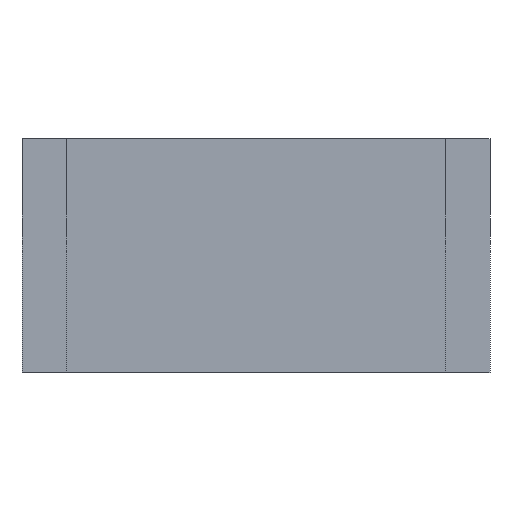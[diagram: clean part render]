
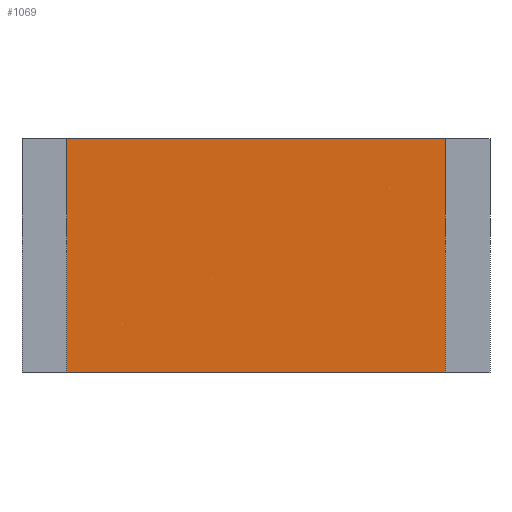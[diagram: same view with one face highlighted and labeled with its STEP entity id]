
A CAD part, front view. The second image highlights one B-rep face of the part: STEP entity #1069.
In plain terms, the highlighted planar face has unit normal (0, -1, 0).
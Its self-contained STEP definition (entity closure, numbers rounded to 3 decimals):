
#110 = DIRECTION ( 'NONE',  ( 0., 0., 1. ) ) ;
#126 = VERTEX_POINT ( 'NONE', #392 ) ;
#138 = CARTESIAN_POINT ( 'NONE',  ( 3.115, 0.035, -1.575 ) ) ;
#150 = VERTEX_POINT ( 'NONE', #863 ) ;
#152 = VERTEX_POINT ( 'NONE', #773 ) ;
#182 = DIRECTION ( 'NONE',  ( 0., -1., 0. ) ) ;
#208 = EDGE_CURVE ( 'NONE', #825, #126, #303, .T. ) ;
#211 = EDGE_CURVE ( 'NONE', #152, #825, #294, .T. ) ;
#279 = VECTOR ( 'NONE', #1041, 1000. ) ;
#294 = LINE ( 'NONE', #980, #885 ) ;
#303 = LINE ( 'NONE', #718, #729 ) ;
#362 = ORIENTED_EDGE ( 'NONE', *, *, #491, .F. ) ;
#392 = CARTESIAN_POINT ( 'NONE',  ( 3.115, 0.035, 1.575 ) ) ;
#424 = EDGE_CURVE ( 'NONE', #150, #126, #519, .T. ) ;
#489 = AXIS2_PLACEMENT_3D ( 'NONE', #952, #182, #817 ) ;
#491 = EDGE_CURVE ( 'NONE', #152, #150, #803, .T. ) ;
#519 = LINE ( 'NONE', #1119, #902 ) ;
#541 = PLANE ( 'NONE',  #489 ) ;
#663 = CARTESIAN_POINT ( 'NONE',  ( -3.115, 0.035, -7.837 ) ) ;
#699 = DIRECTION ( 'NONE',  ( 1., 0., 0. ) ) ;
#701 = EDGE_LOOP ( 'NONE', ( #362, #776, #920, #1183 ) ) ;
#718 = CARTESIAN_POINT ( 'NONE',  ( 3.115, 0.035, -7.837 ) ) ;
#729 = VECTOR ( 'NONE', #110, 1000. ) ;
#773 = CARTESIAN_POINT ( 'NONE',  ( -3.115, 0.035, -1.575 ) ) ;
#776 = ORIENTED_EDGE ( 'NONE', *, *, #211, .T. ) ;
#803 = LINE ( 'NONE', #663, #279 ) ;
#811 = DIRECTION ( 'NONE',  ( 1., 0., 0. ) ) ;
#817 = DIRECTION ( 'NONE',  ( 1., 0., 0. ) ) ;
#825 = VERTEX_POINT ( 'NONE', #138 ) ;
#863 = CARTESIAN_POINT ( 'NONE',  ( -3.115, 0.035, 1.575 ) ) ;
#885 = VECTOR ( 'NONE', #699, 1000. ) ;
#902 = VECTOR ( 'NONE', #811, 1000. ) ;
#920 = ORIENTED_EDGE ( 'NONE', *, *, #208, .T. ) ;
#952 = CARTESIAN_POINT ( 'NONE',  ( -3.115, 0.035, -7.837 ) ) ;
#980 = CARTESIAN_POINT ( 'NONE',  ( -3.115, 0.035, -1.575 ) ) ;
#1041 = DIRECTION ( 'NONE',  ( 0., 0., 1. ) ) ;
#1069 = ADVANCED_FACE ( 'NONE', ( #1099 ), #541, .T. ) ;
#1099 = FACE_OUTER_BOUND ( 'NONE', #701, .T. ) ;
#1119 = CARTESIAN_POINT ( 'NONE',  ( -3.115, 0.035, 1.575 ) ) ;
#1183 = ORIENTED_EDGE ( 'NONE', *, *, #424, .F. ) ;
